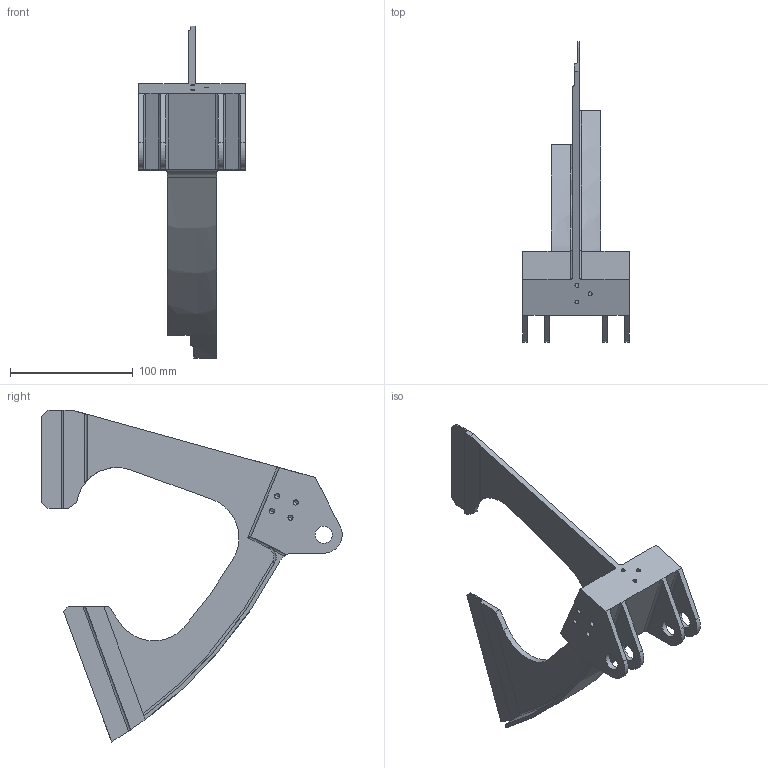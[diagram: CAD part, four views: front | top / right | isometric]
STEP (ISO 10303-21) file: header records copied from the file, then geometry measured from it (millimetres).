
FILE_DESCRIPTION((' '),'2;1');
FILE_NAME( 'TEST_Machine_Part.stp', '2015-11-24T16:58:47', (' '), ('--- Datakit www.datakit.com---'), ' Datakit CrossCadWare V2016.1 Nov 24 2015', 'DATAKIT 2015 (c)', ' ');
FILE_SCHEMA(('AP242_MANAGED_MODEL_BASED_3D_ENGINEERING_MIM_LF { 1 0 10303 442 1 1 4 }'));
Length unit declared in the file: millimetre
Products named in the file (1): test airframe
Bounding box: 87 x 244.22 x 269.98 mm (x, y, z)
Volume: 302627 mm3; surface area: 88806.4 mm2
Topology: 1 solids, 1 shells, 131 faces, 354 edges, 216 vertices
Faces by surface type: cylinder 55, plane 46, cone 22, extrusion 4, torus 2, bspline 2
Entity records: 6229 total; most frequent: CARTESIAN_POINT 1907, ORIENTED_EDGE 664, DIRECTION 637, EDGE_CURVE 332, AXIS2_PLACEMENT_3D 244, VERTEX_POINT 214, EDGE_LOOP 150, VECTOR 149
